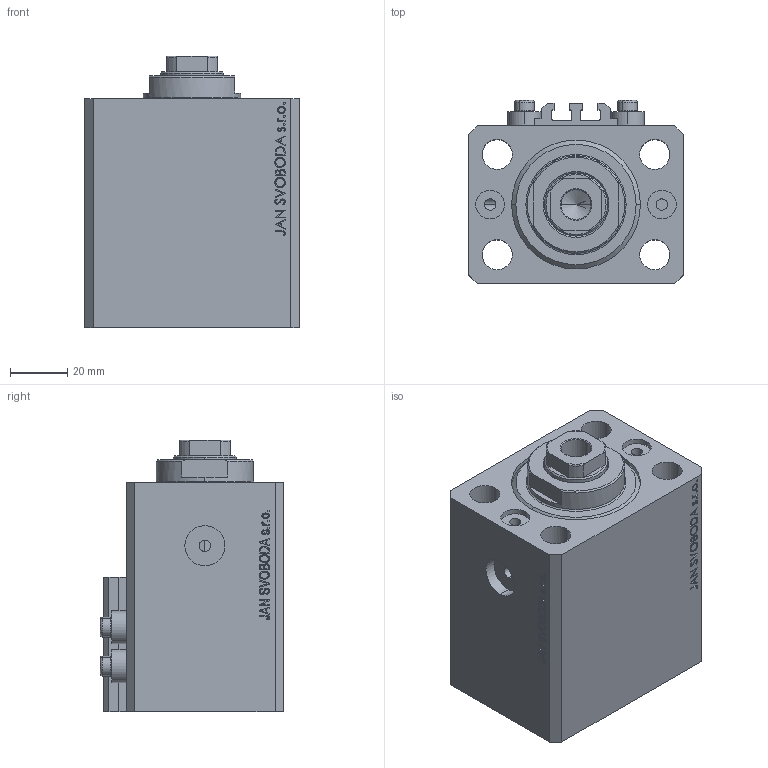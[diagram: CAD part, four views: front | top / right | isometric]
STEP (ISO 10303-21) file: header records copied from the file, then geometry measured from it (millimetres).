
FILE_DESCRIPTION (( 'STEP AP203' ), '1' );
FILE_NAME ('083d.STEP', '2022-04-09T19:06:31', ( '' ), ( '' ), 'SwSTEP 2.0', 'SolidWorks 2019', '' );
FILE_SCHEMA (( 'CONFIG_CONTROL_DESIGN' ));
Length unit declared in the file: millimetre
Products named in the file (5): V250CE_C_Body b9a1eba0e0e0081f3a5e08ab64b1ca58; 083d; V250CE_VC_C b9a1eba0e0e0081f3a5e08ab64b1ca58; ALLEN BOLT V250CE b9a1eba0e0e0081f3a5e08ab64b1ca58; V250CE_C_VCP b9a1eba0e0e0081f3a5e08ab64b1ca58
Assembly tree (7 placements, depth 2):
  083d
    V250CE_C_Body b9a1eba0e0e0081f3a5e08ab64b1ca58
    ALLEN BOLT V250CE b9a1eba0e0e0081f3a5e08ab64b1ca58  x4
    V250CE_C_VCP b9a1eba0e0e0081f3a5e08ab64b1ca58
    V250CE_VC_C b9a1eba0e0e0081f3a5e08ab64b1ca58
Bounding box: 75 x 64 x 94.9 mm (x, y, z)
Volume: 304986.8 mm3; surface area: 74111.8 mm2
Topology: 8 solids, 8 shells, 1033 faces, 2603 edges, 1703 vertices
Faces by surface type: plane 503, bspline 374, cylinder 86, cone 56, torus 14
Entity records: 47255 total; most frequent: CARTESIAN_POINT 25892, ORIENTED_EDGE 4896, DIRECTION 3030, EDGE_CURVE 2448, VERTEX_POINT 1619, VECTOR 1488, LINE 1488, EDGE_LOOP 1081
